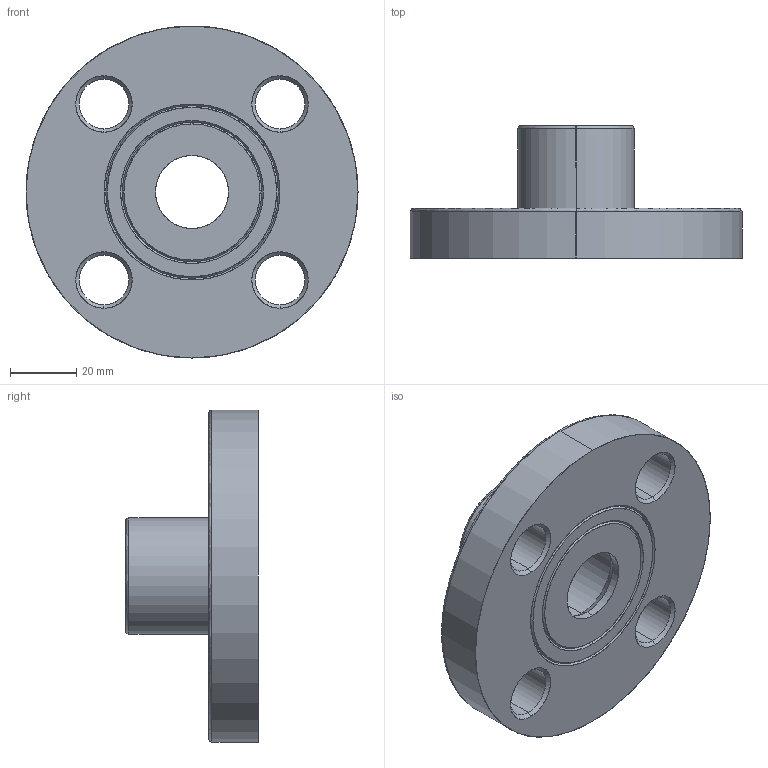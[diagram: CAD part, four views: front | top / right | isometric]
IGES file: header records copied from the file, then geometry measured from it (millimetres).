
Start section: SolidWorks IGES file using analytic representation for surfaces
Global section: file name: TS_10K_20A.IGS; native system: SolidWorks 2017; preprocessor: SolidWorks 2017; author: D1712-001!; date: 200519.152605; units: millimetre
Bounding box: 100 x 40 x 100 mm (x, y, z)
Surface area: 26738 mm2 (no closed solid volume)
Topology: 0 solids, 0 shells, 43 faces, 952 edges, 952 vertices
Faces by surface type: revolution 34, bspline 9
